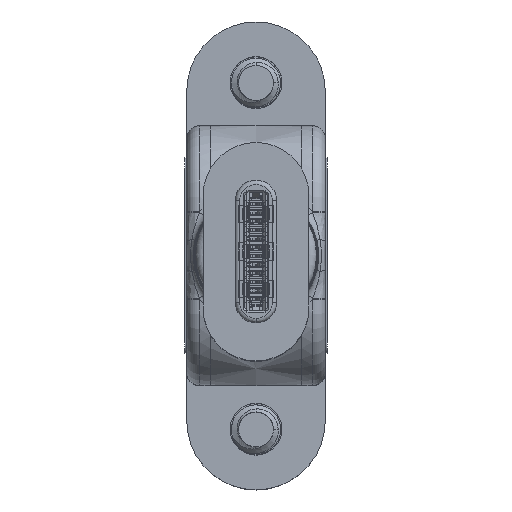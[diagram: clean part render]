
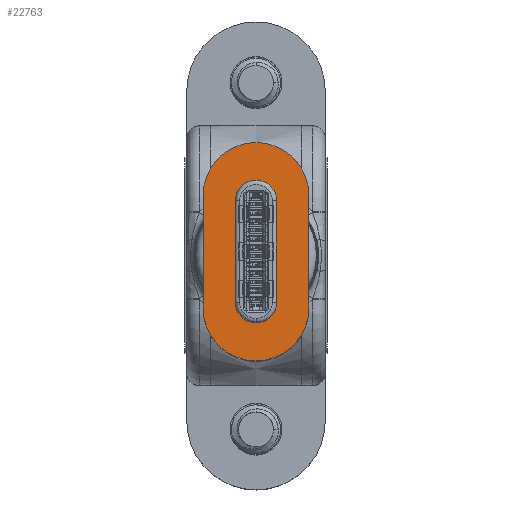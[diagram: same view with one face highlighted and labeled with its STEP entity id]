
A CAD part, top view. The second image highlights one B-rep face of the part: STEP entity #22763.
In plain terms, the highlighted face is planar.
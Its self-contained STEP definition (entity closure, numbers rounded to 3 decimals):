
#1893 = DIRECTION ( 'NONE',  ( 0., 0., 1. ) ) ;
#2695 = EDGE_CURVE ( 'NONE', #32551, #48364, #30079, .T. ) ;
#3153 = CARTESIAN_POINT ( 'NONE',  ( 3.25, 0., 3.05 ) ) ;
#4719 = CARTESIAN_POINT ( 'NONE',  ( -3.25, 0., -3.05 ) ) ;
#4956 = CARTESIAN_POINT ( 'NONE',  ( -3.25, 0., 0. ) ) ;
#5591 = CARTESIAN_POINT ( 'NONE',  ( -3.25, 0., 0. ) ) ;
#6162 = CARTESIAN_POINT ( 'NONE',  ( 3.25, 0., -3.05 ) ) ;
#8232 = AXIS2_PLACEMENT_3D ( 'NONE', #74941, #38454, #1893 ) ;
#8286 = LINE ( 'NONE', #4719, #38846 ) ;
#11733 = DIRECTION ( 'NONE',  ( 0., 0., 1. ) ) ;
#12152 = AXIS2_PLACEMENT_3D ( 'NONE', #4956, #23615, #66326 ) ;
#13496 = CARTESIAN_POINT ( 'NONE',  ( -3.25, 0., 3.05 ) ) ;
#14132 = VERTEX_POINT ( 'NONE', #6162 ) ;
#14915 = CIRCLE ( 'NONE', #8232, 3.05 ) ;
#22763 = ADVANCED_FACE ( 'NONE', ( #58508 ), #60167, .F. ) ;
#23615 = DIRECTION ( 'NONE',  ( 0., 1., 0. ) ) ;
#24651 = ORIENTED_EDGE ( 'NONE', *, *, #2695, .F. ) ;
#25426 = CARTESIAN_POINT ( 'NONE',  ( -3.25, 0., -3.05 ) ) ;
#30079 = LINE ( 'NONE', #54641, #60625 ) ;
#32551 = VERTEX_POINT ( 'NONE', #13496 ) ;
#32976 = VERTEX_POINT ( 'NONE', #25426 ) ;
#38454 = DIRECTION ( 'NONE',  ( 0., 1., 0. ) ) ;
#38846 = VECTOR ( 'NONE', #71658, 1000. ) ;
#45889 = EDGE_LOOP ( 'NONE', ( #62945, #71647, #47793, #24651 ) ) ;
#47793 = ORIENTED_EDGE ( 'NONE', *, *, #51586, .F. ) ;
#48311 = DIRECTION ( 'NONE',  ( 0., 1., 0. ) ) ;
#48364 = VERTEX_POINT ( 'NONE', #3153 ) ;
#48501 = EDGE_CURVE ( 'NONE', #14132, #32976, #8286, .T. ) ;
#51586 = EDGE_CURVE ( 'NONE', #48364, #14132, #14915, .T. ) ;
#54641 = CARTESIAN_POINT ( 'NONE',  ( -3.25, 0., 3.05 ) ) ;
#58508 = FACE_OUTER_BOUND ( 'NONE', #45889, .T. ) ;
#60167 = PLANE ( 'NONE',  #12152 ) ;
#60625 = VECTOR ( 'NONE', #60759, 1000. ) ;
#60759 = DIRECTION ( 'NONE',  ( 1., 0., 0. ) ) ;
#62945 = ORIENTED_EDGE ( 'NONE', *, *, #74622, .F. ) ;
#65040 = CIRCLE ( 'NONE', #72102, 3.05 ) ;
#66326 = DIRECTION ( 'NONE',  ( 0., 0., 1. ) ) ;
#71647 = ORIENTED_EDGE ( 'NONE', *, *, #48501, .F. ) ;
#71658 = DIRECTION ( 'NONE',  ( -1., 0., 0. ) ) ;
#72102 = AXIS2_PLACEMENT_3D ( 'NONE', #5591, #48311, #11733 ) ;
#74622 = EDGE_CURVE ( 'NONE', #32976, #32551, #65040, .T. ) ;
#74941 = CARTESIAN_POINT ( 'NONE',  ( 3.25, 0., 0. ) ) ;
